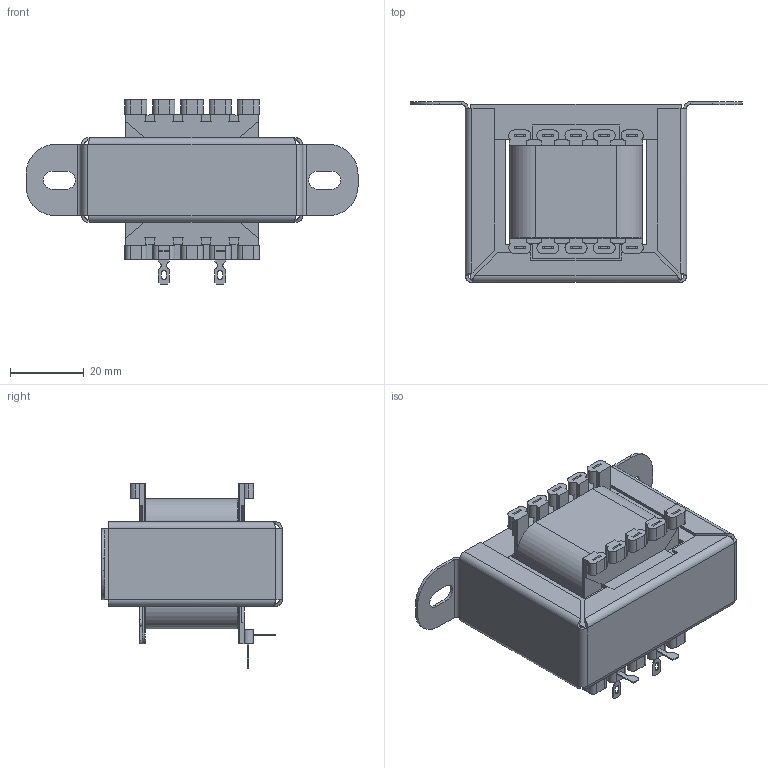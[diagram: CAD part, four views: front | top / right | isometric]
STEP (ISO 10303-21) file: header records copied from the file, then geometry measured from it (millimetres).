
FILE_DESCRIPTION (( 'STEP AP214' ), '1' );
FILE_NAME ('VTX-IND5.STEP', '2025-03-09T17:00:31', ( '' ), ( '' ), 'SwSTEP 2.0', 'SolidWorks 2024', '' );
FILE_SCHEMA (( 'AUTOMOTIVE_DESIGN' ));
Length unit declared in the file: millimetre
Products named in the file (7): VTX-IND5; EI UK35 Windings; Clamp EI UK35; I UK35; E UK35; 35 x 3-4 inch S0200 Bobbin; Terminal Pin 902 Bent
Assembly tree (101 placements, depth 2):
  VTX-IND5
    35 x 3-4 inch S0200 Bobbin
    E UK35  x48
    I UK35  x48
    EI UK35 Windings
    Clamp EI UK35
    Terminal Pin 902 Bent  x2
Bounding box: 90 x 49 x 50.03 mm (x, y, z)
Volume: 70336.2 mm3; surface area: 246119.1 mm2
Topology: 101 solids, 101 shells, 1511 faces, 3815 edges, 2506 vertices
Faces by surface type: plane 1364, cylinder 135, bspline 10, torus 2
Entity records: 17659 total; most frequent: CARTESIAN_POINT 3455, DIRECTION 2867, ORIENTED_EDGE 2834, EDGE_CURVE 1417, LINE 1155, VECTOR 1155, VERTEX_POINT 910, AXIS2_PLACEMENT_3D 856
